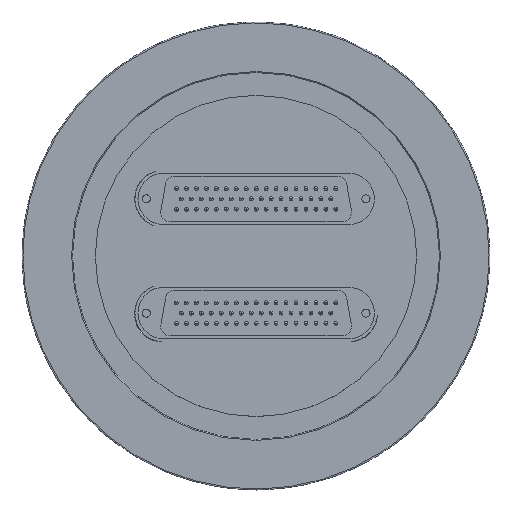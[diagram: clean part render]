
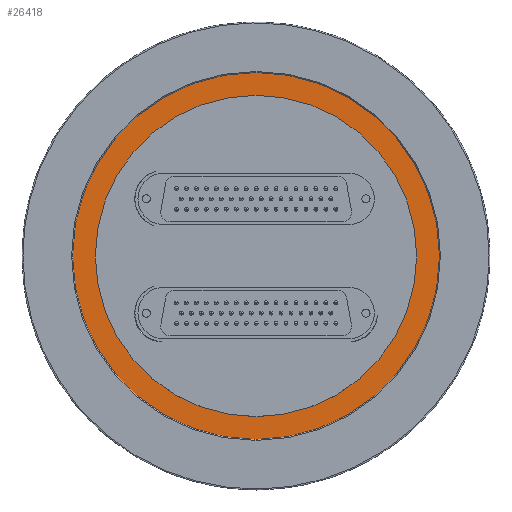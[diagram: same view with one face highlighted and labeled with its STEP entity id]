
A CAD part, top view. The second image highlights one B-rep face of the part: STEP entity #26418.
In plain terms, the highlighted planar face has unit normal (0, 0, 1).
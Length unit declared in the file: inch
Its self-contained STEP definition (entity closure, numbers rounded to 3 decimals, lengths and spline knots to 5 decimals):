
#1131 = CARTESIAN_POINT ( 'NONE',  ( 1.0141, -0.6251, -0.11 ) ) ;
#1133 = DIRECTION ( 'NONE',  ( 0., 0., 1. ) ) ;
#1135 = DIRECTION ( 'NONE',  ( 1., 0., 0. ) ) ;
#1396 = CARTESIAN_POINT ( 'NONE',  ( 1.0141, -0.6251, -0.11 ) ) ;
#1398 = DIRECTION ( 'NONE',  ( 0., 0., 1. ) ) ;
#1400 = DIRECTION ( 'NONE',  ( 1., 0., 0. ) ) ;
#1901 = EDGE_CURVE ( 'NONE', #30580, #30579, #26741, .T. ) ;
#1979 = EDGE_CURVE ( 'NONE', #30564, #30561, #26499, .T. ) ;
#6840 = CARTESIAN_POINT ( 'NONE',  ( 2.7721, -0.6251, -0.11 ) ) ;
#6844 = FACE_OUTER_BOUND ( 'NONE', #33861, .T. ) ;
#6855 = FACE_BOUND ( 'NONE', #33853, .T. ) ;
#6857 = PLANE ( 'NONE',  #48684 ) ;
#6861 = DIRECTION ( 'NONE',  ( 0., 0., 1. ) ) ;
#6863 = DIRECTION ( 'NONE',  ( 1., 0., 0. ) ) ;
#9379 = CARTESIAN_POINT ( 'NONE',  ( 1.0141, -0.6251, -0.11 ) ) ;
#9381 = DIRECTION ( 'NONE',  ( 0., 0., 1. ) ) ;
#9382 = DIRECTION ( 'NONE',  ( 1., 0., 0. ) ) ;
#13681 = CARTESIAN_POINT ( 'NONE',  ( 1.0141, -0.6251, -0.11 ) ) ;
#13682 = DIRECTION ( 'NONE',  ( 0., 0., 1. ) ) ;
#13683 = DIRECTION ( 'NONE',  ( 1., 0., 0. ) ) ;
#14146 = CIRCLE ( 'NONE', #14148, 2.008 ) ;
#14148 = AXIS2_PLACEMENT_3D ( 'NONE', #13681, #13682, #13683 ) ;
#14305 = CIRCLE ( 'NONE', #14307, 1.758 ) ;
#14307 = AXIS2_PLACEMENT_3D ( 'NONE', #9379, #9381, #9382 ) ;
#16119 = ORIENTED_EDGE ( 'NONE', *, *, #42172, .F. ) ;
#16120 = ORIENTED_EDGE ( 'NONE', *, *, #1979, .F. ) ;
#16121 = ORIENTED_EDGE ( 'NONE', *, *, #1901, .T. ) ;
#16122 = ORIENTED_EDGE ( 'NONE', *, *, #42067, .T. ) ;
#26242 = AXIS2_PLACEMENT_3D ( 'NONE', #1131, #1133, #1135 ) ;
#26418 = ADVANCED_FACE ( 'NONE', ( #6855, #6844 ), #6857, .T. ) ;
#26499 = CIRCLE ( 'NONE', #26533, 1.758 ) ;
#26533 = AXIS2_PLACEMENT_3D ( 'NONE', #1396, #1398, #1400 ) ;
#26741 = CIRCLE ( 'NONE', #26242, 2.008 ) ;
#30561 = VERTEX_POINT ( 'NONE', #35376 ) ;
#30564 = VERTEX_POINT ( 'NONE', #35379 ) ;
#30579 = VERTEX_POINT ( 'NONE', #35394 ) ;
#30580 = VERTEX_POINT ( 'NONE', #35395 ) ;
#33853 = EDGE_LOOP ( 'NONE', ( #16119, #16120 ) ) ;
#33861 = EDGE_LOOP ( 'NONE', ( #16121, #16122 ) ) ;
#35376 = CARTESIAN_POINT ( 'NONE',  ( 2.7721, -0.6251, -0.11 ) ) ;
#35379 = CARTESIAN_POINT ( 'NONE',  ( -0.7439, -0.6251, -0.11 ) ) ;
#35394 = CARTESIAN_POINT ( 'NONE',  ( -0.9939, -0.6251, -0.11 ) ) ;
#35395 = CARTESIAN_POINT ( 'NONE',  ( 3.0221, -0.6251, -0.11 ) ) ;
#42067 = EDGE_CURVE ( 'NONE', #30579, #30580, #14146, .T. ) ;
#42172 = EDGE_CURVE ( 'NONE', #30561, #30564, #14305, .T. ) ;
#48684 = AXIS2_PLACEMENT_3D ( 'NONE', #6840, #6861, #6863 ) ;
